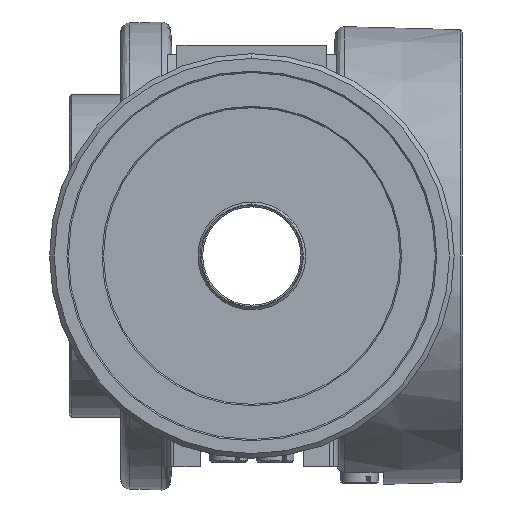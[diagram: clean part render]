
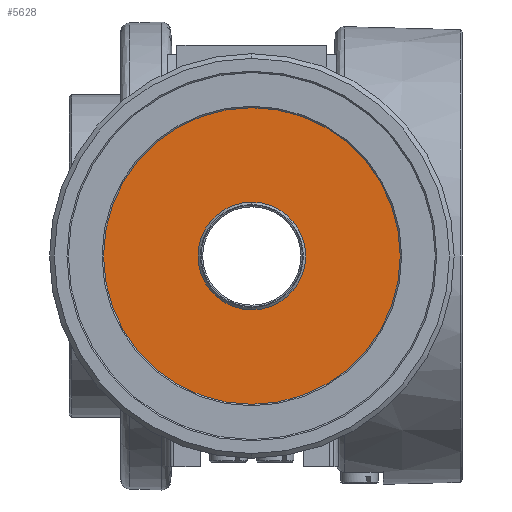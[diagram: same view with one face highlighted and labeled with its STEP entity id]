
A CAD part, front view. The second image highlights one B-rep face of the part: STEP entity #5628.
In plain terms, the highlighted planar face has unit normal (0, -1, 0).
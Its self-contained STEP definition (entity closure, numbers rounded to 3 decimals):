
#321 = CIRCLE ( 'NONE', #9574, 31.7 ) ;
#445 = CARTESIAN_POINT ( 'NONE',  ( 0., 20., 0. ) ) ;
#1085 = DIRECTION ( 'NONE',  ( 0., 1., 0. ) ) ;
#1233 = AXIS2_PLACEMENT_3D ( 'NONE', #6557, #7951, #15336 ) ;
#2036 = VERTEX_POINT ( 'NONE', #4784 ) ;
#2495 = ORIENTED_EDGE ( 'NONE', *, *, #10675, .T. ) ;
#3311 = FACE_OUTER_BOUND ( 'NONE', #3945, .T. ) ;
#3868 = EDGE_CURVE ( 'NONE', #2036, #13527, #6128, .T. ) ;
#3945 = EDGE_LOOP ( 'NONE', ( #6794, #8163 ) ) ;
#4383 = AXIS2_PLACEMENT_3D ( 'NONE', #11344, #12603, #7390 ) ;
#4784 = CARTESIAN_POINT ( 'NONE',  ( 0., 20., 31.7 ) ) ;
#5439 = VERTEX_POINT ( 'NONE', #6607 ) ;
#5626 = CARTESIAN_POINT ( 'NONE',  ( 0., 20., -31.7 ) ) ;
#5628 = ADVANCED_FACE ( 'NONE', ( #13352, #3311 ), #8501, .T. ) ;
#5955 = EDGE_CURVE ( 'NONE', #5439, #8237, #8625, .T. ) ;
#6128 = CIRCLE ( 'NONE', #15826, 31.7 ) ;
#6557 = CARTESIAN_POINT ( 'NONE',  ( 0., 20., 0. ) ) ;
#6607 = CARTESIAN_POINT ( 'NONE',  ( 0., 20., -11.5 ) ) ;
#6794 = ORIENTED_EDGE ( 'NONE', *, *, #15891, .T. ) ;
#7390 = DIRECTION ( 'NONE',  ( 0., 0., -1. ) ) ;
#7951 = DIRECTION ( 'NONE',  ( 0., 1., 0. ) ) ;
#8046 = DIRECTION ( 'NONE',  ( 0., 0., -1. ) ) ;
#8163 = ORIENTED_EDGE ( 'NONE', *, *, #3868, .T. ) ;
#8237 = VERTEX_POINT ( 'NONE', #14427 ) ;
#8467 = CARTESIAN_POINT ( 'NONE',  ( 0., 20., 0. ) ) ;
#8501 = PLANE ( 'NONE',  #4383 ) ;
#8537 = DIRECTION ( 'NONE',  ( 0., 0., -1. ) ) ;
#8625 = CIRCLE ( 'NONE', #1233, 11.5 ) ;
#9288 = DIRECTION ( 'NONE',  ( 0., -1., 0. ) ) ;
#9574 = AXIS2_PLACEMENT_3D ( 'NONE', #445, #9288, #8046 ) ;
#10675 = EDGE_CURVE ( 'NONE', #8237, #5439, #11940, .T. ) ;
#10890 = AXIS2_PLACEMENT_3D ( 'NONE', #8467, #1085, #8537 ) ;
#11059 = CARTESIAN_POINT ( 'NONE',  ( 0., 20., 0. ) ) ;
#11221 = DIRECTION ( 'NONE',  ( 0., 0., -1. ) ) ;
#11344 = CARTESIAN_POINT ( 'NONE',  ( 0., 20., 0. ) ) ;
#11940 = CIRCLE ( 'NONE', #10890, 11.5 ) ;
#12171 = EDGE_LOOP ( 'NONE', ( #14276, #2495 ) ) ;
#12603 = DIRECTION ( 'NONE',  ( 0., -1., 0. ) ) ;
#13352 = FACE_BOUND ( 'NONE', #12171, .T. ) ;
#13526 = DIRECTION ( 'NONE',  ( 0., -1., 0. ) ) ;
#13527 = VERTEX_POINT ( 'NONE', #5626 ) ;
#14276 = ORIENTED_EDGE ( 'NONE', *, *, #5955, .T. ) ;
#14427 = CARTESIAN_POINT ( 'NONE',  ( 0., 20., 11.5 ) ) ;
#15336 = DIRECTION ( 'NONE',  ( 0., 0., -1. ) ) ;
#15826 = AXIS2_PLACEMENT_3D ( 'NONE', #11059, #13526, #11221 ) ;
#15891 = EDGE_CURVE ( 'NONE', #13527, #2036, #321, .T. ) ;
